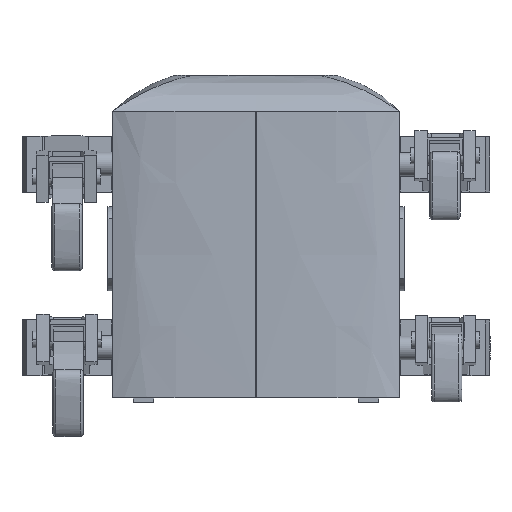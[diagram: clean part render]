
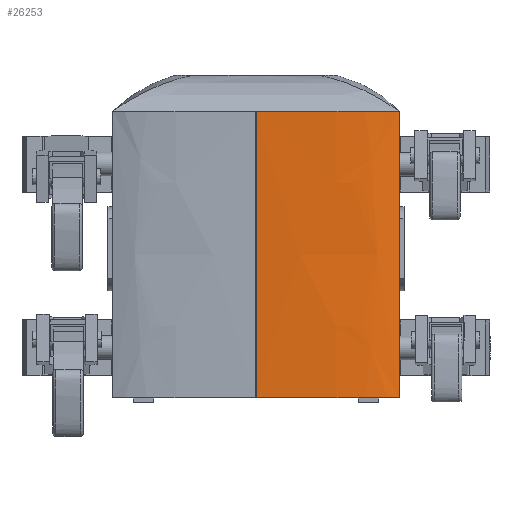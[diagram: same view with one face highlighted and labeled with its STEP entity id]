
A CAD part, front view. The second image highlights one B-rep face of the part: STEP entity #26253.
In plain terms, the highlighted free-form (B-spline) face has degree [2, 1] with [3, 2] control points.
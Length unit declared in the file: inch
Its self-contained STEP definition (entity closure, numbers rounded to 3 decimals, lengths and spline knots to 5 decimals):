
#361 = B_SPLINE_CURVE_WITH_KNOTS ( 'NONE', 2,
 ( #4029, #28836, #20779 ),
 .UNSPECIFIED., .F., .F.,
 ( 3, 3 ),
 ( 0., 1. ),
 .UNSPECIFIED. ) ;
#2444 = CARTESIAN_POINT ( 'NONE',  ( 6.67965, -4.75465, 12. ) ) ;
#3070 = CARTESIAN_POINT ( 'NONE',  ( 9.29457, -3.57655, 12. ) ) ;
#4029 = CARTESIAN_POINT ( 'NONE',  ( 9.29457, -3.57655, 12. ) ) ;
#6195 = VECTOR ( 'NONE', #20140, 39.37008 ) ;
#7602 = CARTESIAN_POINT ( 'NONE',  ( 6.67965, -4.75465, -12. ) ) ;
#9504 = EDGE_CURVE ( 'NONE', #11749, #25157, #13138, .T. ) ;
#9591 = LINE ( 'NONE', #20314, #6195 ) ;
#10462 = CARTESIAN_POINT ( 'NONE',  ( 9.29457, -3.57655, 0. ) ) ;
#10549 = EDGE_LOOP ( 'NONE', ( #19418, #12341, #21850, #16201 ) ) ;
#11200 = CARTESIAN_POINT ( 'NONE',  ( 9.29457, -3.57655, 12. ) ) ;
#11749 = VERTEX_POINT ( 'NONE', #3070 ) ;
#12341 = ORIENTED_EDGE ( 'NONE', *, *, #9504, .F. ) ;
#12798 = EDGE_CURVE ( 'NONE', #25157, #28695, #18916, .T. ) ;
#13138 = LINE ( 'NONE', #10462, #17741 ) ;
#13331 = CARTESIAN_POINT ( 'NONE',  ( -2.70543, -4.63232, 12. ) ) ;
#13506 = CARTESIAN_POINT ( 'NONE',  ( 6.67965, -4.75465, -12. ) ) ;
#16201 = ORIENTED_EDGE ( 'NONE', *, *, #29392, .T. ) ;
#17676 = EDGE_CURVE ( 'NONE', #11749, #33808, #361, .T. ) ;
#17741 = VECTOR ( 'NONE', #24376, 39.37008 ) ;
#18694 = CARTESIAN_POINT ( 'NONE',  ( 9.29457, -3.57655, -12. ) ) ;
#18916 = B_SPLINE_CURVE_WITH_KNOTS ( 'NONE', 2,
 ( #22056, #7602, #29411 ),
 .UNSPECIFIED., .F., .F.,
 ( 3, 3 ),
 ( 0., 1. ),
 .UNSPECIFIED. ) ;
#19418 = ORIENTED_EDGE ( 'NONE', *, *, #12798, .F. ) ;
#20140 = DIRECTION ( 'NONE',  ( 0., 0., -1. ) ) ;
#20314 = CARTESIAN_POINT ( 'NONE',  ( -2.70543, -4.63232, 12. ) ) ;
#20779 = CARTESIAN_POINT ( 'NONE',  ( -2.70543, -4.63232, 12. ) ) ;
#21850 = ORIENTED_EDGE ( 'NONE', *, *, #17676, .T. ) ;
#22056 = CARTESIAN_POINT ( 'NONE',  ( 9.29457, -3.57655, -12. ) ) ;
#23331 = CARTESIAN_POINT ( 'NONE',  ( -2.70543, -4.63232, -12. ) ) ;
#24220 = CARTESIAN_POINT ( 'NONE',  ( -2.70543, -4.63232, -12. ) ) ;
#24376 = DIRECTION ( 'NONE',  ( 0., 0., -1. ) ) ;
#25157 = VERTEX_POINT ( 'NONE', #35088 ) ;
#26253 = ADVANCED_FACE ( 'NONE', ( #29777 ), #28376, .T. ) ;
#27965 = CARTESIAN_POINT ( 'NONE',  ( -2.70543, -4.63232, 12. ) ) ;
#28376 = B_SPLINE_SURFACE_WITH_KNOTS ( 'NONE', 2, 1, ( 
 ( #11200, #18694 ),
 ( #2444, #13506 ),
 ( #13331, #24220 ) ),
 .UNSPECIFIED., .F., .F., .F.,
 ( 3, 3 ),
 ( 2, 2 ),
 ( 0., 1. ),
 ( 0., 1. ),
 .UNSPECIFIED. ) ;
#28695 = VERTEX_POINT ( 'NONE', #23331 ) ;
#28836 = CARTESIAN_POINT ( 'NONE',  ( 6.67965, -4.75465, 12. ) ) ;
#29392 = EDGE_CURVE ( 'NONE', #33808, #28695, #9591, .T. ) ;
#29411 = CARTESIAN_POINT ( 'NONE',  ( -2.70543, -4.63232, -12. ) ) ;
#29777 = FACE_OUTER_BOUND ( 'NONE', #10549, .T. ) ;
#33808 = VERTEX_POINT ( 'NONE', #27965 ) ;
#35088 = CARTESIAN_POINT ( 'NONE',  ( 9.29457, -3.57655, -12. ) ) ;
